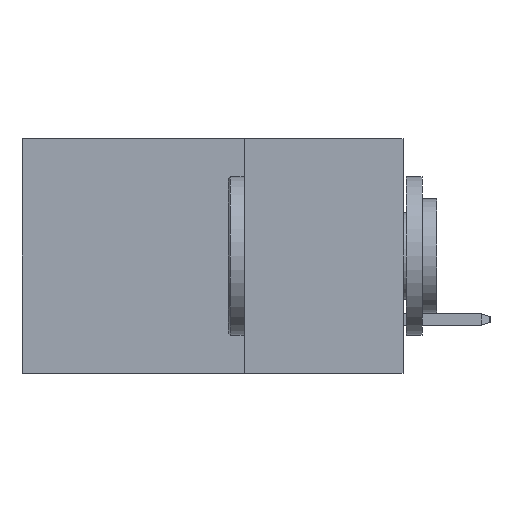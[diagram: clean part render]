
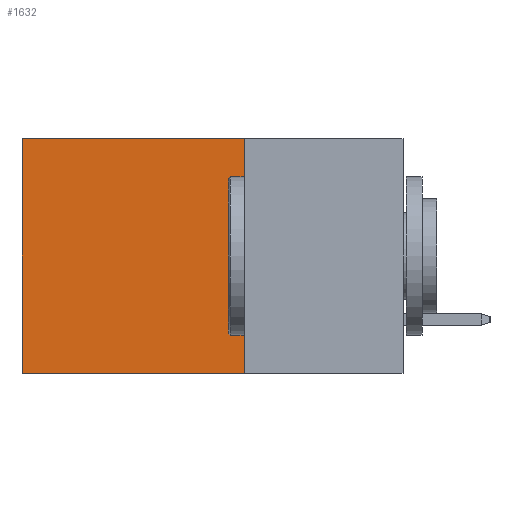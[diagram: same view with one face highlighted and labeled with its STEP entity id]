
A CAD part, left-side view. The second image highlights one B-rep face of the part: STEP entity #1632.
In plain terms, the highlighted planar face has unit normal (-1, 0, 0).
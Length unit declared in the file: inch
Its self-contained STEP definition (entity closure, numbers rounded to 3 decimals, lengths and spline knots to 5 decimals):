
#10 = CARTESIAN_POINT ( 'NONE',  ( 0.2875, 0.25, -0.37 ) ) ;
#596 = CARTESIAN_POINT ( 'NONE',  ( 0.2875, 0.25, 0. ) ) ;
#757 = EDGE_CURVE ( 'NONE', #9629, #1411, #2417, .T. ) ;
#1411 = VERTEX_POINT ( 'NONE', #5939 ) ;
#1510 = EDGE_CURVE ( 'NONE', #3801, #9629, #12585, .T. ) ;
#1571 = VECTOR ( 'NONE', #13138, 39.37008 ) ;
#1632 = ADVANCED_FACE ( 'NONE', ( #6490 ), #16975, .F. ) ;
#1889 = CARTESIAN_POINT ( 'NONE',  ( 0.2875, 0.25, 0. ) ) ;
#2245 = LINE ( 'NONE', #5285, #18309 ) ;
#2417 = LINE ( 'NONE', #19098, #1571 ) ;
#3801 = VERTEX_POINT ( 'NONE', #15442 ) ;
#4234 = EDGE_CURVE ( 'NONE', #3801, #8782, #2245, .T. ) ;
#4998 = VECTOR ( 'NONE', #16097, 39.37008 ) ;
#5285 = CARTESIAN_POINT ( 'NONE',  ( 0.2875, 0.25, 0. ) ) ;
#5939 = CARTESIAN_POINT ( 'NONE',  ( 0.2875, 0.6, -0.37 ) ) ;
#6490 = FACE_OUTER_BOUND ( 'NONE', #8365, .T. ) ;
#7584 = ORIENTED_EDGE ( 'NONE', *, *, #757, .T. ) ;
#8365 = EDGE_LOOP ( 'NONE', ( #7584, #14803, #10124, #18170 ) ) ;
#8782 = VERTEX_POINT ( 'NONE', #10 ) ;
#9420 = VECTOR ( 'NONE', #12390, 39.37008 ) ;
#9629 = VERTEX_POINT ( 'NONE', #12123 ) ;
#9928 = LINE ( 'NONE', #10036, #4998 ) ;
#10036 = CARTESIAN_POINT ( 'NONE',  ( 0.2875, 0.25, -0.37 ) ) ;
#10124 = ORIENTED_EDGE ( 'NONE', *, *, #4234, .F. ) ;
#10739 = DIRECTION ( 'NONE',  ( 0., 0., -1. ) ) ;
#12123 = CARTESIAN_POINT ( 'NONE',  ( 0.2875, 0.6, 0. ) ) ;
#12390 = DIRECTION ( 'NONE',  ( 0., 1., 0. ) ) ;
#12585 = LINE ( 'NONE', #1889, #9420 ) ;
#13138 = DIRECTION ( 'NONE',  ( 0., 0., -1. ) ) ;
#13550 = EDGE_CURVE ( 'NONE', #8782, #1411, #9928, .T. ) ;
#13821 = AXIS2_PLACEMENT_3D ( 'NONE', #596, #18172, #10739 ) ;
#14803 = ORIENTED_EDGE ( 'NONE', *, *, #13550, .F. ) ;
#15442 = CARTESIAN_POINT ( 'NONE',  ( 0.2875, 0.25, 0. ) ) ;
#15779 = DIRECTION ( 'NONE',  ( 0., 0., -1. ) ) ;
#16097 = DIRECTION ( 'NONE',  ( 0., 1., 0. ) ) ;
#16975 = PLANE ( 'NONE',  #13821 ) ;
#18170 = ORIENTED_EDGE ( 'NONE', *, *, #1510, .T. ) ;
#18172 = DIRECTION ( 'NONE',  ( 1., 0., 0. ) ) ;
#18309 = VECTOR ( 'NONE', #15779, 39.37008 ) ;
#19098 = CARTESIAN_POINT ( 'NONE',  ( 0.2875, 0.6, 0. ) ) ;
